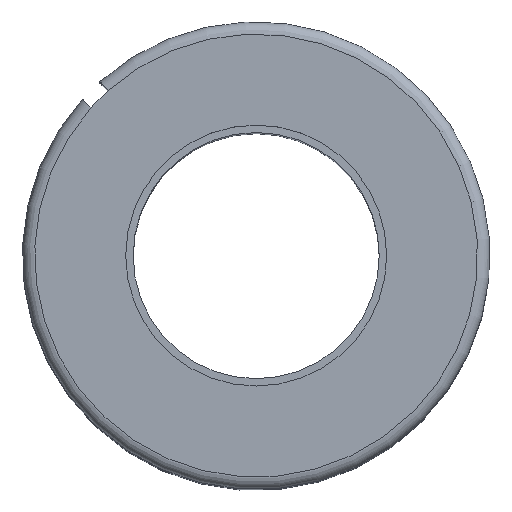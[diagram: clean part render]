
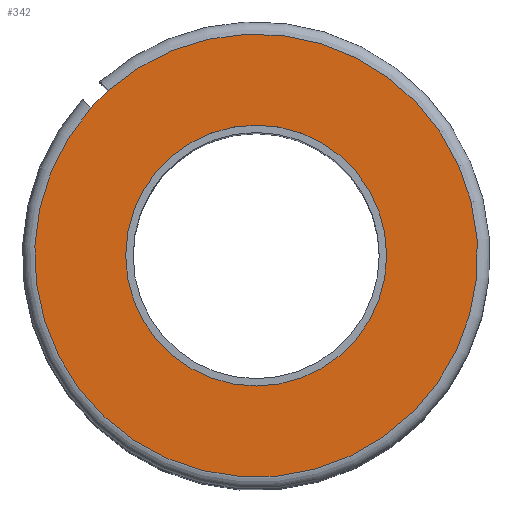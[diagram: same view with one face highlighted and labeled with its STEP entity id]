
A CAD part, top view. The second image highlights one B-rep face of the part: STEP entity #342.
In plain terms, the highlighted planar face has unit normal (0, 0, 1).
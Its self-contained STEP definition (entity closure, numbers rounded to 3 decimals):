
#24=PLANE('',#390);
#116=ORIENTED_EDGE('',*,*,#198,.T.);
#117=ORIENTED_EDGE('',*,*,#173,.F.);
#118=ORIENTED_EDGE('',*,*,#199,.F.);
#173=EDGE_CURVE('',#216,#217,#244,.T.);
#198=EDGE_CURVE('',#236,#236,#254,.T.);
#199=EDGE_CURVE('',#217,#216,#255,.F.);
#216=VERTEX_POINT('',#535);
#217=VERTEX_POINT('',#537);
#236=VERTEX_POINT('',#598);
#244=CIRCLE('',#373,9.);
#254=CIRCLE('',#391,5.3);
#255=CIRCLE('',#392,9.);
#271=EDGE_LOOP('',(#116));
#272=EDGE_LOOP('',(#117,#118));
#303=FACE_BOUND('',#271,.T.);
#304=FACE_BOUND('',#272,.T.);
#342=ADVANCED_FACE('',(#303,#304),#24,.T.);
#373=AXIS2_PLACEMENT_3D('',#536,#424,#425);
#390=AXIS2_PLACEMENT_3D('',#596,#470,#471);
#391=AXIS2_PLACEMENT_3D('',#597,#472,#473);
#392=AXIS2_PLACEMENT_3D('',#599,#474,#475);
#424=DIRECTION('',(0.,0.,-1.));
#425=DIRECTION('',(-1.,0.,0.));
#470=DIRECTION('',(0.,0.,1.));
#471=DIRECTION('',(1.,0.,0.));
#472=DIRECTION('',(0.,0.,-1.));
#473=DIRECTION('',(-1.,0.,0.));
#474=DIRECTION('',(0.,0.,1.));
#475=DIRECTION('',(1.,0.,0.));
#535=CARTESIAN_POINT('',(-6.001,6.708,14.5));
#536=CARTESIAN_POINT('',(0.,0.,14.5));
#537=CARTESIAN_POINT('',(-6.708,6.001,14.5));
#596=CARTESIAN_POINT('',(0.,9.,14.5));
#597=CARTESIAN_POINT('',(0.,0.,14.5));
#598=CARTESIAN_POINT('',(-5.3,0.,14.5));
#599=CARTESIAN_POINT('',(0.,0.,14.5));
